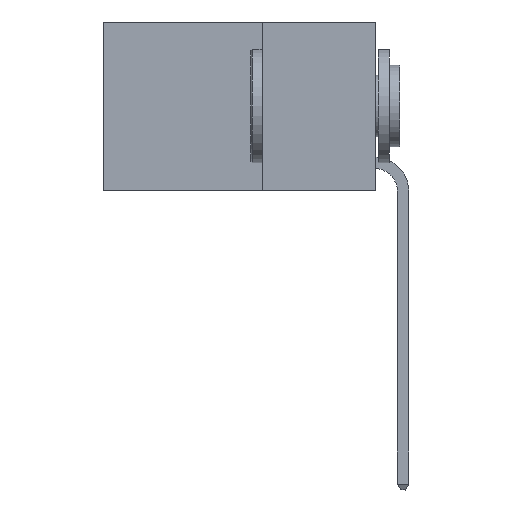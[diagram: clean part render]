
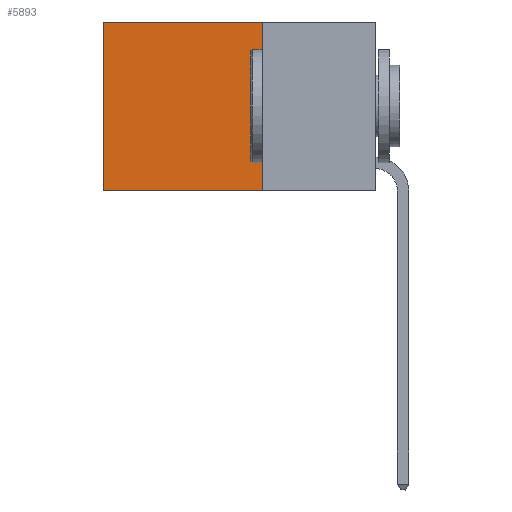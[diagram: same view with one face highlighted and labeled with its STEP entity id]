
A CAD part, left-side view. The second image highlights one B-rep face of the part: STEP entity #5893.
In plain terms, the highlighted planar face has unit normal (-1, 0, 0).
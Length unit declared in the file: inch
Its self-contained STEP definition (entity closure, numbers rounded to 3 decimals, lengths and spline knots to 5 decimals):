
#186 = VECTOR ( 'NONE', #8330, 39.37008 ) ;
#227 = CARTESIAN_POINT ( 'NONE',  ( 0.2625, 0.25, 0. ) ) ;
#482 = CARTESIAN_POINT ( 'NONE',  ( 0.2625, 0.25, -0.37 ) ) ;
#766 = VECTOR ( 'NONE', #10324, 39.37008 ) ;
#897 = VERTEX_POINT ( 'NONE', #6457 ) ;
#1557 = EDGE_CURVE ( 'NONE', #7887, #8711, #10051, .T. ) ;
#2122 = CARTESIAN_POINT ( 'NONE',  ( 0.2625, 0.25, 0. ) ) ;
#2756 = FACE_OUTER_BOUND ( 'NONE', #3721, .T. ) ;
#3063 = CARTESIAN_POINT ( 'NONE',  ( 0.2625, 0.25, 0. ) ) ;
#3721 = EDGE_LOOP ( 'NONE', ( #6589, #6612, #6736, #6785 ) ) ;
#3849 = CARTESIAN_POINT ( 'NONE',  ( 0.2625, 0.25, 0. ) ) ;
#3912 = VERTEX_POINT ( 'NONE', #5441 ) ;
#4664 = AXIS2_PLACEMENT_3D ( 'NONE', #2122, #4772, #10776 ) ;
#4772 = DIRECTION ( 'NONE',  ( 1., 0., 0. ) ) ;
#4809 = EDGE_CURVE ( 'NONE', #897, #3912, #9342, .T. ) ;
#5441 = CARTESIAN_POINT ( 'NONE',  ( 0.2625, 0.6, -0.37 ) ) ;
#5893 = ADVANCED_FACE ( 'NONE', ( #2756 ), #8266, .F. ) ;
#6457 = CARTESIAN_POINT ( 'NONE',  ( 0.2625, 0.25, -0.37 ) ) ;
#6589 = ORIENTED_EDGE ( 'NONE', *, *, #6706, .T. ) ;
#6612 = ORIENTED_EDGE ( 'NONE', *, *, #4809, .F. ) ;
#6706 = EDGE_CURVE ( 'NONE', #8711, #3912, #10464, .T. ) ;
#6736 = ORIENTED_EDGE ( 'NONE', *, *, #9028, .F. ) ;
#6785 = ORIENTED_EDGE ( 'NONE', *, *, #1557, .T. ) ;
#7265 = LINE ( 'NONE', #3063, #186 ) ;
#7701 = CARTESIAN_POINT ( 'NONE',  ( 0.2625, 0.6, 0. ) ) ;
#7887 = VERTEX_POINT ( 'NONE', #227 ) ;
#8246 = VECTOR ( 'NONE', #11001, 39.37008 ) ;
#8266 = PLANE ( 'NONE',  #4664 ) ;
#8330 = DIRECTION ( 'NONE',  ( 0., 0., -1. ) ) ;
#8436 = DIRECTION ( 'NONE',  ( 0., 1., 0. ) ) ;
#8504 = CARTESIAN_POINT ( 'NONE',  ( 0.2625, 0.6, 0. ) ) ;
#8711 = VERTEX_POINT ( 'NONE', #7701 ) ;
#9028 = EDGE_CURVE ( 'NONE', #7887, #897, #7265, .T. ) ;
#9086 = VECTOR ( 'NONE', #8436, 39.37008 ) ;
#9342 = LINE ( 'NONE', #482, #9086 ) ;
#10051 = LINE ( 'NONE', #3849, #766 ) ;
#10324 = DIRECTION ( 'NONE',  ( 0., 1., 0. ) ) ;
#10464 = LINE ( 'NONE', #8504, #8246 ) ;
#10776 = DIRECTION ( 'NONE',  ( 0., 0., -1. ) ) ;
#11001 = DIRECTION ( 'NONE',  ( 0., 0., -1. ) ) ;
